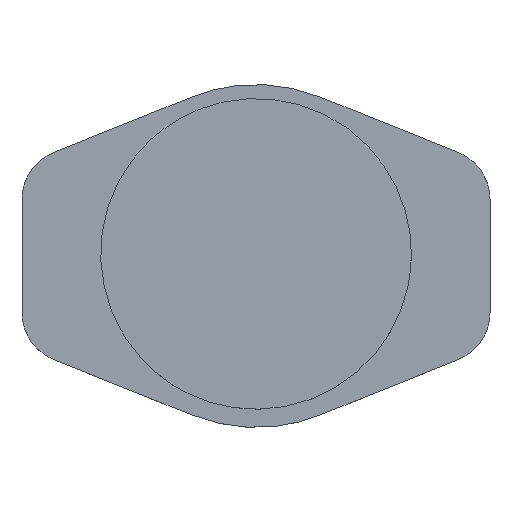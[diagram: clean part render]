
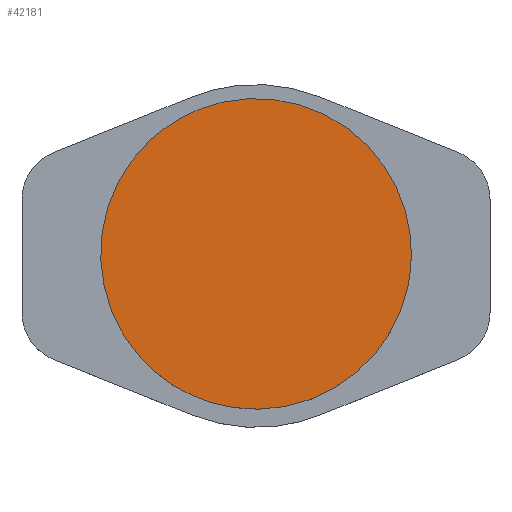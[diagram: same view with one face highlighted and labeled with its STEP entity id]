
A CAD part, top view. The second image highlights one B-rep face of the part: STEP entity #42181.
In plain terms, the highlighted free-form (B-spline) face has degree [1, 1] with [2, 2] control points.
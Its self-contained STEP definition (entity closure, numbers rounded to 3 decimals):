
#42144 = EDGE_CURVE('',#42145,#42145,#42147,.T.);
#42145 = VERTEX_POINT('',#42146);
#42146 = CARTESIAN_POINT('',(12.38,0.,
    98.281));
#42147 = ( BOUNDED_CURVE() B_SPLINE_CURVE(2,(#42148,#42149,#42150,#42151
    ,#42152,#42153,#42154),.UNSPECIFIED.,.T.,.F.) 
B_SPLINE_CURVE_WITH_KNOTS((3,2,2,3),(3.142,5.236,
7.33,9.425),.PIECEWISE_BEZIER_KNOTS.) CURVE() 
GEOMETRIC_REPRESENTATION_ITEM() RATIONAL_B_SPLINE_CURVE((1.,0.5,1.,0.5,
1.,0.5,1.)) REPRESENTATION_ITEM('') );
#42148 = CARTESIAN_POINT('',(12.38,0.,
    98.281));
#42149 = CARTESIAN_POINT('',(12.38,21.443,
    98.281));
#42150 = CARTESIAN_POINT('',(-6.19,10.721,
    98.281));
#42151 = CARTESIAN_POINT('',(-24.76,0.,
    98.281));
#42152 = CARTESIAN_POINT('',(-6.19,-10.721,
    98.281));
#42153 = CARTESIAN_POINT('',(12.38,-21.443,
    98.281));
#42154 = CARTESIAN_POINT('',(12.38,0.,
    98.281));
#42181 = ADVANCED_FACE('',(#42182),#42185,.T.);
#42182 = FACE_BOUND('',#42183,.T.);
#42183 = EDGE_LOOP('',(#42184));
#42184 = ORIENTED_EDGE('',*,*,#42144,.T.);
#42185 = B_SPLINE_SURFACE_WITH_KNOTS('',1,1,(
    (#42186,#42187)
    ,(#42188,#42189
  )),.UNSPECIFIED.,.F.,.F.,.F.,(2,2),(2,2),(-15.4,15.4),(-15.4,15.4),
  .PIECEWISE_BEZIER_KNOTS.);
#42186 = CARTESIAN_POINT('',(12.38,12.38,
    98.281));
#42187 = CARTESIAN_POINT('',(12.38,-12.38,
    98.281));
#42188 = CARTESIAN_POINT('',(-12.38,12.38,
    98.281));
#42189 = CARTESIAN_POINT('',(-12.38,-12.38,
    98.281));
